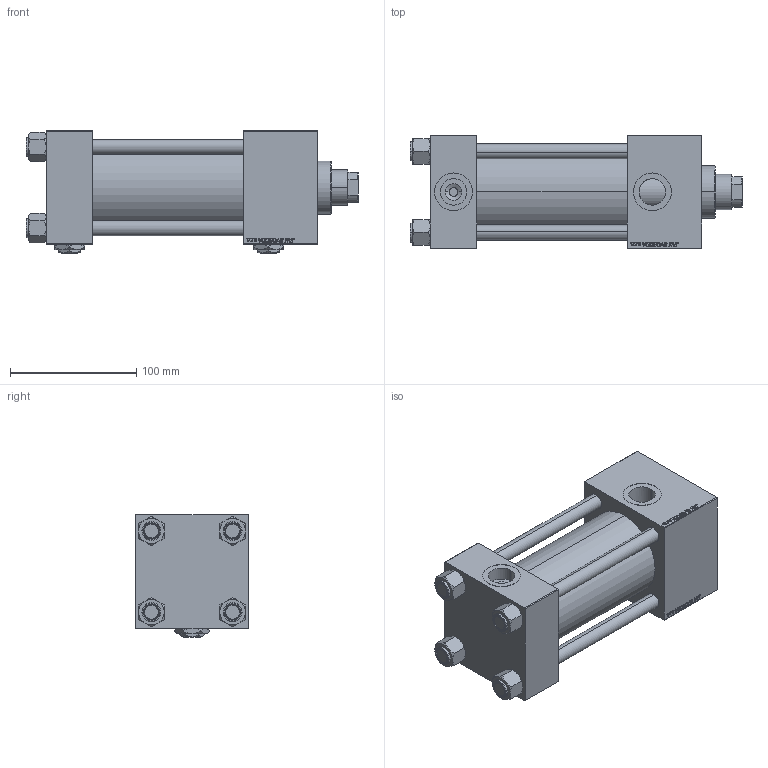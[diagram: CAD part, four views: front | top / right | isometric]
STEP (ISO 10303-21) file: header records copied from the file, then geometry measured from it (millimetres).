
FILE_DESCRIPTION (( 'STEP AP203' ), '1' );
FILE_NAME ('f402.STEP', '2022-04-16T03:30:55', ( '' ), ( '' ), 'SwSTEP 2.0', 'SolidWorks 2019', '' );
FILE_SCHEMA (( 'CONFIG_CONTROL_DESIGN' ));
Length unit declared in the file: millimetre
Products named in the file (7): V215CR_VCP_C 71ca03a587ba78a12f771dd1dd930a05; V215CR_C_Body 71ca03a587ba78a12f771dd1dd930a05; NUT_M5_C 71ca03a587ba78a12f771dd1dd930a05; V215_VC_A 71ca03a587ba78a12f771dd1dd930a05; V215CR_C_TYCINKA 71ca03a587ba78a12f771dd1dd930a05; f402; Zatka_pro_OIL_PORT 71ca03a587ba78a12f771dd1dd930a05
Assembly tree (13 placements, depth 2):
  f402
    V215CR_C_Body 71ca03a587ba78a12f771dd1dd930a05
    V215CR_VCP_C 71ca03a587ba78a12f771dd1dd930a05
    NUT_M5_C 71ca03a587ba78a12f771dd1dd930a05  x4
    V215CR_C_TYCINKA 71ca03a587ba78a12f771dd1dd930a05  x4
    V215_VC_A 71ca03a587ba78a12f771dd1dd930a05
    Zatka_pro_OIL_PORT 71ca03a587ba78a12f771dd1dd930a05  x2
Bounding box: 263 x 90 x 97 mm (x, y, z)
Volume: 1041844.8 mm3; surface area: 223201 mm2
Topology: 13 solids, 13 shells, 1256 faces, 3122 edges, 2015 vertices
Faces by surface type: plane 576, bspline 392, cone 178, cylinder 102, torus 8
Entity records: 52464 total; most frequent: CARTESIAN_POINT 27797, ORIENTED_EDGE 5544, DIRECTION 3586, EDGE_CURVE 2772, VERTEX_POINT 1813, LINE 1644, VECTOR 1644, EDGE_LOOP 1231
